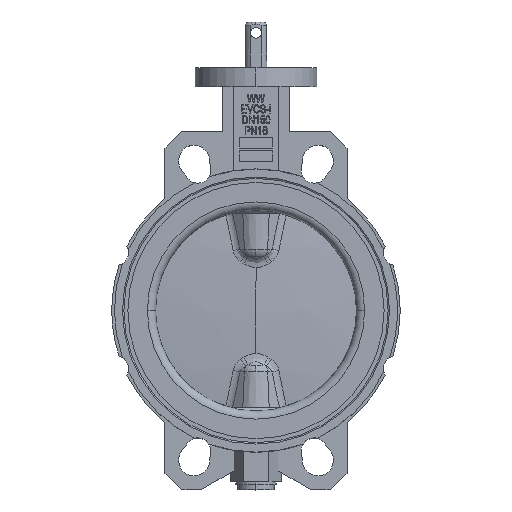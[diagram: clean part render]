
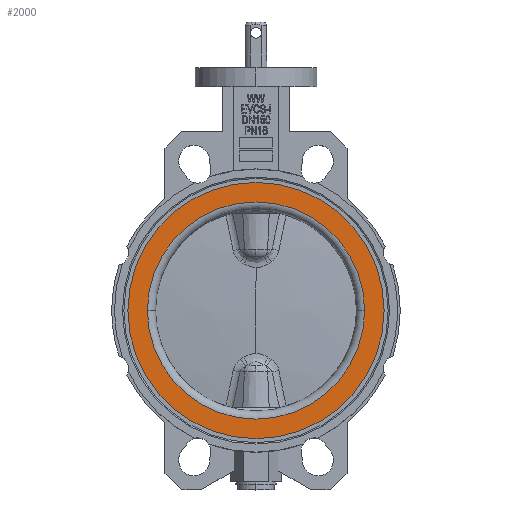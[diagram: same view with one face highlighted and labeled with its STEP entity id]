
A CAD part, top view. The second image highlights one B-rep face of the part: STEP entity #2000.
In plain terms, the highlighted planar face has unit normal (0, 0, 1).
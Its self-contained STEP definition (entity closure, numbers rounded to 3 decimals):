
#329 = CARTESIAN_POINT ( 'NONE',  ( 0., 0., 29. ) ) ;
#419 = DIRECTION ( 'NONE',  ( 1., 0., 0. ) ) ;
#1901 = CARTESIAN_POINT ( 'NONE',  ( -80.5, 0., 29. ) ) ;
#1913 = ORIENTED_EDGE ( 'NONE', *, *, #11518, .T. ) ;
#2000 = ADVANCED_FACE ( 'NONE', ( #24538, #14428 ), #13393, .F. ) ;
#2385 = DIRECTION ( 'NONE',  ( 0., 0., 1. ) ) ;
#3676 = DIRECTION ( 'NONE',  ( 0., 0., 1. ) ) ;
#5071 = EDGE_CURVE ( 'NONE', #19513, #16443, #8507, .T. ) ;
#6991 = VERTEX_POINT ( 'NONE', #1901 ) ;
#7779 = EDGE_CURVE ( 'NONE', #20726, #6991, #20996, .T. ) ;
#8507 = CIRCLE ( 'NONE', #22370, 95. ) ;
#10102 = CARTESIAN_POINT ( 'NONE',  ( 0., 0., 29. ) ) ;
#10688 = ORIENTED_EDGE ( 'NONE', *, *, #7779, .F. ) ;
#10698 = CARTESIAN_POINT ( 'NONE',  ( 80.5, 0., 29. ) ) ;
#11518 = EDGE_CURVE ( 'NONE', #16443, #19513, #25364, .T. ) ;
#12374 = EDGE_CURVE ( 'NONE', #6991, #20726, #14500, .T. ) ;
#12916 = CARTESIAN_POINT ( 'NONE',  ( 0., 0., 29. ) ) ;
#13393 = PLANE ( 'NONE',  #17380 ) ;
#14289 = CARTESIAN_POINT ( 'NONE',  ( -95., 0., 29. ) ) ;
#14428 = FACE_OUTER_BOUND ( 'NONE', #15859, .T. ) ;
#14500 = CIRCLE ( 'NONE', #20805, 80.5 ) ;
#15859 = EDGE_LOOP ( 'NONE', ( #1913, #26067 ) ) ;
#15908 = DIRECTION ( 'NONE',  ( 1., 0., 0. ) ) ;
#16443 = VERTEX_POINT ( 'NONE', #16794 ) ;
#16794 = CARTESIAN_POINT ( 'NONE',  ( 95., 0., 29. ) ) ;
#17380 = AXIS2_PLACEMENT_3D ( 'NONE', #25217, #21225, #19124 ) ;
#18219 = CARTESIAN_POINT ( 'NONE',  ( 0., 0., 29. ) ) ;
#18301 = DIRECTION ( 'NONE',  ( 0., 0., 1. ) ) ;
#19124 = DIRECTION ( 'NONE',  ( -1., 0., 0. ) ) ;
#19513 = VERTEX_POINT ( 'NONE', #14289 ) ;
#20726 = VERTEX_POINT ( 'NONE', #10698 ) ;
#20805 = AXIS2_PLACEMENT_3D ( 'NONE', #12916, #25288, #22946 ) ;
#20959 = AXIS2_PLACEMENT_3D ( 'NONE', #329, #2385, #419 ) ;
#20996 = CIRCLE ( 'NONE', #23991, 80.5 ) ;
#21225 = DIRECTION ( 'NONE',  ( 0., 0., -1. ) ) ;
#22370 = AXIS2_PLACEMENT_3D ( 'NONE', #18219, #18301, #24488 ) ;
#22946 = DIRECTION ( 'NONE',  ( 1., 0., 0. ) ) ;
#23476 = ORIENTED_EDGE ( 'NONE', *, *, #12374, .F. ) ;
#23991 = AXIS2_PLACEMENT_3D ( 'NONE', #10102, #3676, #15908 ) ;
#24488 = DIRECTION ( 'NONE',  ( 1., 0., 0. ) ) ;
#24538 = FACE_BOUND ( 'NONE', #26205, .T. ) ;
#25217 = CARTESIAN_POINT ( 'NONE',  ( 0., 80.5, 29. ) ) ;
#25288 = DIRECTION ( 'NONE',  ( 0., 0., 1. ) ) ;
#25364 = CIRCLE ( 'NONE', #20959, 95. ) ;
#26067 = ORIENTED_EDGE ( 'NONE', *, *, #5071, .T. ) ;
#26205 = EDGE_LOOP ( 'NONE', ( #10688, #23476 ) ) ;
